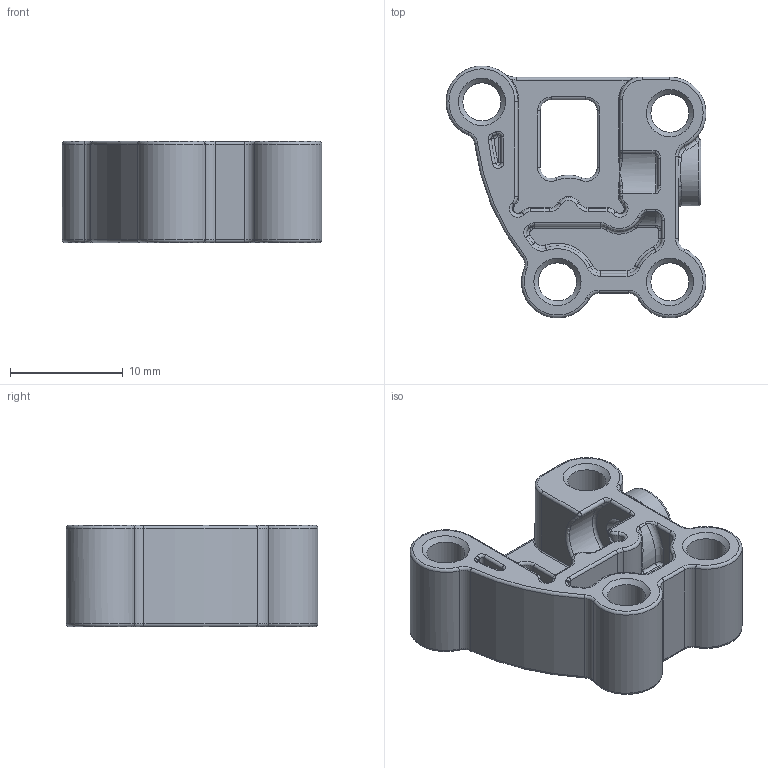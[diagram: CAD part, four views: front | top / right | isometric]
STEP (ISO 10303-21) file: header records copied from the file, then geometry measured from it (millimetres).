
FILE_DESCRIPTION(/* description */ (''),/* implementation_level */ '2;1');
FILE_NAME(/* name */ 'MP_DooKi3_SLM_XY_Rail_Mount.step',/* time_stamp */ '2024-07-25T14:39:11-04:00',/* author */ (''),/* organization */ (''),/* preprocessor_version */ 'ST-DEVELOPER v20',/* originating_system */ 'Autodesk Translation Framework v13.14.0.145',/* authorisation */ '');
FILE_SCHEMA (('AUTOMOTIVE_DESIGN { 1 0 10303 214 3 1 1 }'));
Length unit declared in the file: millimetre
Products named in the file (1): Component1
Bounding box: 23.1 x 22.38 x 9 mm (x, y, z)
Volume: 1846 mm3; surface area: 2277.8 mm2
Topology: 1 solids, 1 shells, 339 faces, 783 edges, 444 vertices
Faces by surface type: torus 126, cylinder 126, bspline 35, plane 33, cone 10, sphere 9
Full cylindrical faces by diameter (mm): 2.5 x1, 3.4 x4
Entity records: 10885 total; most frequent: CARTESIAN_POINT 3045, DIRECTION 1838, ORIENTED_EDGE 1554, AXIS2_PLACEMENT_3D 816, EDGE_CURVE 777, CIRCLE 503, VERTEX_POINT 444, EDGE_LOOP 355
